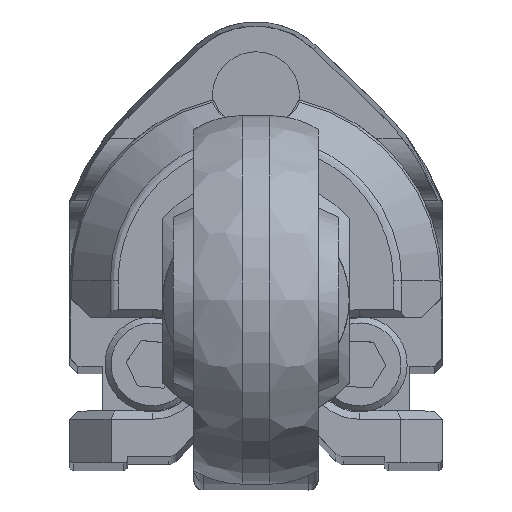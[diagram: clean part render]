
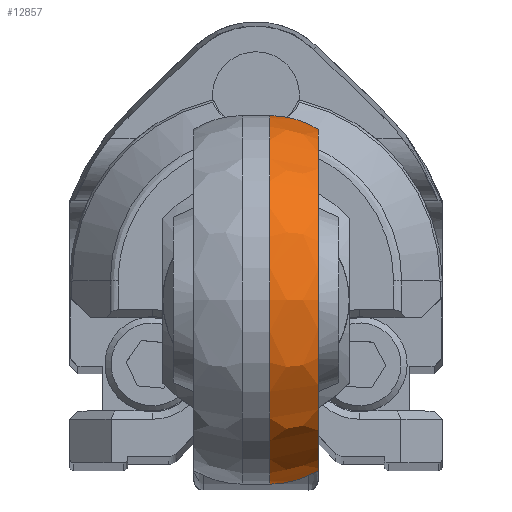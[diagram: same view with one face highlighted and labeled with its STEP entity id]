
A CAD part, top view. The second image highlights one B-rep face of the part: STEP entity #12857.
In plain terms, the highlighted free-form (B-spline) face has degree [3, 3] with [4, 7] control points.
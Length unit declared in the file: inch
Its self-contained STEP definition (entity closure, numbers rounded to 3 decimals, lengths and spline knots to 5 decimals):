
#55 = DIRECTION ( 'NONE',  ( 0., 0., -1. ) ) ;
#380 = DIRECTION ( 'NONE',  ( 0., 0., 1. ) ) ;
#1025 = EDGE_LOOP ( 'NONE', ( #4813, #3260, #16292, #15179 ) ) ;
#1285 = CARTESIAN_POINT ( 'NONE',  ( 0.05874, -0.37912, 6.03892 ) ) ;
#1596 = CARTESIAN_POINT ( 'NONE',  ( 0.02608, 0.32167, 5.83367 ) ) ;
#2520 =( BOUNDED_SURFACE ( )  B_SPLINE_SURFACE ( 3, 3, ( 
 ( #12406, #15450, #16987, #13730, #15656, #6384, #10665 ),
 ( #4752, #14134, #12618, #9544, #18828, #7717, #4645 ),
 ( #13934, #4852, #10867, #10975, #6278, #1285, #7508 ),
 ( #12508, #18518, #3217, #18624, #9241, #18418, #16881 ) ),
 .UNSPECIFIED., .F., .F., .T. ) 
 B_SPLINE_SURFACE_WITH_KNOTS ( ( 4, 4 ),
 ( 4, 3, 4 ),
 ( 0., 1. ),
 ( 0., 0.5, 1. ),
 .UNSPECIFIED. ) 
 GEOMETRIC_REPRESENTATION_ITEM ( )  RATIONAL_B_SPLINE_SURFACE ( (
 ( 1., 0.805, 0.805, 1., 0.805, 0.805, 1.),
 ( 0.975, 0.785, 0.785, 0.975, 0.785, 0.785, 0.975),
 ( 0.975, 0.785, 0.785, 0.975, 0.785, 0.785, 0.975),
 ( 1., 0.805, 0.805, 1., 0.805, 0.805, 1.) ) ) 
 REPRESENTATION_ITEM ( '' )  SURFACE ( )  );
#3217 = CARTESIAN_POINT ( 'NONE',  ( 0.02608, 0.17653, 6.18406 ) ) ;
#3260 = ORIENTED_EDGE ( 'NONE', *, *, #10545, .F. ) ;
#3820 = CARTESIAN_POINT ( 'NONE',  ( 0.02608, -0.37912, 5.83367 ) ) ;
#4010 = DIRECTION ( 'NONE',  ( 0.519, 0.854, 0. ) ) ;
#4645 = CARTESIAN_POINT ( 'NONE',  ( 0.0902, -0.3703, 5.83367 ) ) ;
#4695 = CIRCLE ( 'NONE', #15770, 0.17717 ) ;
#4752 = CARTESIAN_POINT ( 'NONE',  ( 0.0902, 0.31286, 5.83367 ) ) ;
#4813 = ORIENTED_EDGE ( 'NONE', *, *, #12926, .T. ) ;
#4852 = CARTESIAN_POINT ( 'NONE',  ( 0.05874, 0.32167, 6.03892 ) ) ;
#5646 = AXIS2_PLACEMENT_3D ( 'NONE', #16451, #11757, #4010 ) ;
#6182 = CARTESIAN_POINT ( 'NONE',  ( 0.11811, -0.02872, 5.83367 ) ) ;
#6278 = CARTESIAN_POINT ( 'NONE',  ( 0.05874, -0.23398, 6.18406 ) ) ;
#6343 = EDGE_CURVE ( 'NONE', #8109, #12296, #4695, .T. ) ;
#6384 = CARTESIAN_POINT ( 'NONE',  ( 0.11811, -0.35334, 6.02382 ) ) ;
#6454 = CARTESIAN_POINT ( 'NONE',  ( 0.11811, -0.35334, 5.83367 ) ) ;
#6733 = AXIS2_PLACEMENT_3D ( 'NONE', #16322, #11638, #17865 ) ;
#7021 = CIRCLE ( 'NONE', #11255, 0.32461 ) ;
#7508 = CARTESIAN_POINT ( 'NONE',  ( 0.05874, -0.37912, 5.83367 ) ) ;
#7717 = CARTESIAN_POINT ( 'NONE',  ( 0.0902, -0.3703, 6.03376 ) ) ;
#8109 = VERTEX_POINT ( 'NONE', #3820 ) ;
#8783 = EDGE_CURVE ( 'NONE', #12931, #8109, #18782, .T. ) ;
#8878 = CIRCLE ( 'NONE', #5646, 0.17717 ) ;
#9241 = CARTESIAN_POINT ( 'NONE',  ( 0.02608, -0.23398, 6.18406 ) ) ;
#9544 = CARTESIAN_POINT ( 'NONE',  ( 0.0902, -0.02872, 6.17525 ) ) ;
#9908 = CARTESIAN_POINT ( 'NONE',  ( 0.11811, 0.29589, 5.83367 ) ) ;
#10545 = EDGE_CURVE ( 'NONE', #12931, #15001, #8878, .T. ) ;
#10665 = CARTESIAN_POINT ( 'NONE',  ( 0.11811, -0.35334, 5.83367 ) ) ;
#10867 = CARTESIAN_POINT ( 'NONE',  ( 0.05874, 0.17653, 6.18406 ) ) ;
#10975 = CARTESIAN_POINT ( 'NONE',  ( 0.05874, -0.02872, 6.18406 ) ) ;
#11073 = FACE_OUTER_BOUND ( 'NONE', #1025, .T. ) ;
#11255 = AXIS2_PLACEMENT_3D ( 'NONE', #6182, #15556, #55 ) ;
#11396 = DIRECTION ( 'NONE',  ( 0., -1., 0. ) ) ;
#11638 = DIRECTION ( 'NONE',  ( 1., 0., 0. ) ) ;
#11757 = DIRECTION ( 'NONE',  ( 0., 0., -1. ) ) ;
#12296 = VERTEX_POINT ( 'NONE', #6454 ) ;
#12406 = CARTESIAN_POINT ( 'NONE',  ( 0.11811, 0.29589, 5.83367 ) ) ;
#12508 = CARTESIAN_POINT ( 'NONE',  ( 0.02608, 0.32167, 5.83367 ) ) ;
#12618 = CARTESIAN_POINT ( 'NONE',  ( 0.0902, 0.17137, 6.17525 ) ) ;
#12857 = ADVANCED_FACE ( 'NONE', ( #11073 ), #2520, .T. ) ;
#12926 = EDGE_CURVE ( 'NONE', #12296, #15001, #7021, .T. ) ;
#12931 = VERTEX_POINT ( 'NONE', #1596 ) ;
#13730 = CARTESIAN_POINT ( 'NONE',  ( 0.11811, -0.02872, 6.15828 ) ) ;
#13934 = CARTESIAN_POINT ( 'NONE',  ( 0.05874, 0.32167, 5.83367 ) ) ;
#14134 = CARTESIAN_POINT ( 'NONE',  ( 0.0902, 0.31286, 6.03376 ) ) ;
#15001 = VERTEX_POINT ( 'NONE', #9908 ) ;
#15179 = ORIENTED_EDGE ( 'NONE', *, *, #6343, .T. ) ;
#15450 = CARTESIAN_POINT ( 'NONE',  ( 0.11811, 0.29589, 6.02382 ) ) ;
#15556 = DIRECTION ( 'NONE',  ( -1., 0., 0. ) ) ;
#15656 = CARTESIAN_POINT ( 'NONE',  ( 0.11811, -0.21888, 6.15828 ) ) ;
#15770 = AXIS2_PLACEMENT_3D ( 'NONE', #17521, #380, #11396 ) ;
#16292 = ORIENTED_EDGE ( 'NONE', *, *, #8783, .T. ) ;
#16322 = CARTESIAN_POINT ( 'NONE',  ( 0.02608, -0.02872, 5.83367 ) ) ;
#16451 = CARTESIAN_POINT ( 'NONE',  ( 0.02608, 0.14451, 5.83367 ) ) ;
#16881 = CARTESIAN_POINT ( 'NONE',  ( 0.02608, -0.37912, 5.83367 ) ) ;
#16987 = CARTESIAN_POINT ( 'NONE',  ( 0.11811, 0.16143, 6.15828 ) ) ;
#17521 = CARTESIAN_POINT ( 'NONE',  ( 0.02608, -0.20195, 5.83367 ) ) ;
#17865 = DIRECTION ( 'NONE',  ( 0., 0., -1. ) ) ;
#18418 = CARTESIAN_POINT ( 'NONE',  ( 0.02608, -0.37912, 6.03892 ) ) ;
#18518 = CARTESIAN_POINT ( 'NONE',  ( 0.02608, 0.32167, 6.03892 ) ) ;
#18624 = CARTESIAN_POINT ( 'NONE',  ( 0.02608, -0.02872, 6.18406 ) ) ;
#18782 = CIRCLE ( 'NONE', #6733, 0.35039 ) ;
#18828 = CARTESIAN_POINT ( 'NONE',  ( 0.0902, -0.22882, 6.17525 ) ) ;
